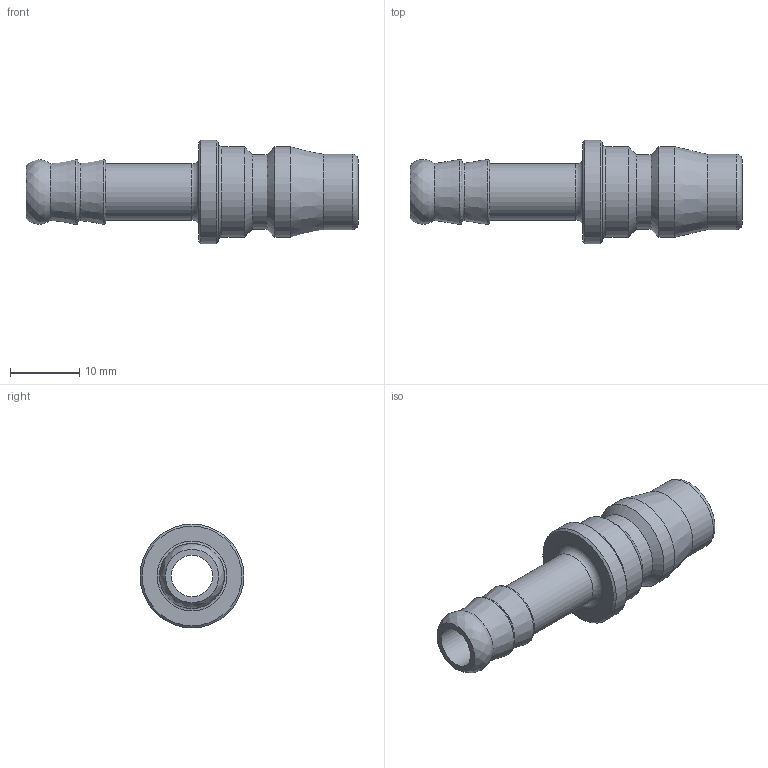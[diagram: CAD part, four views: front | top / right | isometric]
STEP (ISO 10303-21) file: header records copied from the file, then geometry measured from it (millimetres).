
FILE_DESCRIPTION((''),'2;1');
FILE_NAME('13sftf08sxn.stp','2012-10-31T11:21:35',('IA176480'),(''),'Autodesk Inventor 2011','Autodesk Inventor 2011','');
FILE_SCHEMA(('AUTOMOTIVE_DESIGN { 1 0 10303 214 1 1 1 1 }'));
Length unit declared in the file: millimetre
Products named in the file (1): D104875
Bounding box: 48 x 15 x 15 mm (x, y, z)
Volume: 2494.9 mm3; surface area: 2825.5 mm2
Topology: 1 solids, 1 shells, 28 faces, 53 edges, 30 vertices
Faces by surface type: cylinder 8, cone 8, torus 5, plane 5, bspline 2
Full cylindrical faces by diameter (mm): 6 x1, 7.5 x1, 8.1 x1, 10.8 x1, 10.9 x1, 13.1 x2, 15 x1
Entity records: 762 total; most frequent: CARTESIAN_POINT 261, DIRECTION 108, ORIENTED_EDGE 58, EDGE_LOOP 55, AXIS2_PLACEMENT_3D 54, EDGE_CURVE 29, VERTEX_POINT 28, FACE_OUTER_BOUND 28
